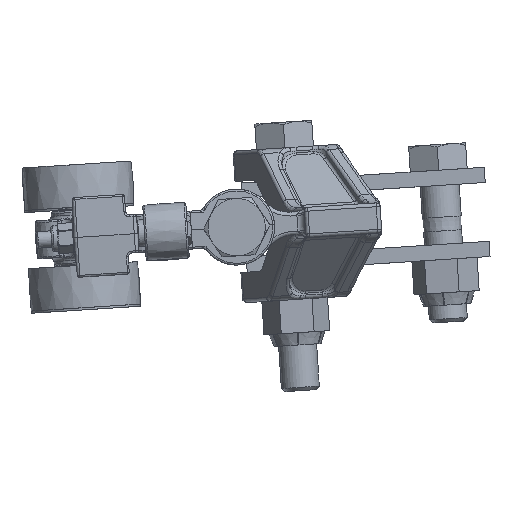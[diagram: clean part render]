
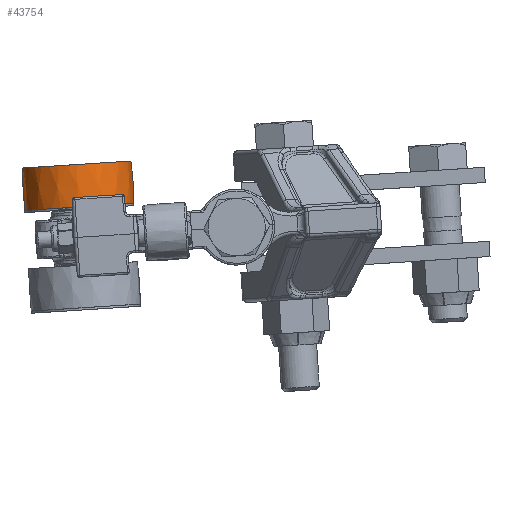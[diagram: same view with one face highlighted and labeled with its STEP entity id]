
A CAD part, left-side view. The second image highlights one B-rep face of the part: STEP entity #43754.
In plain terms, the highlighted free-form (B-spline) face has degree [2, 2] with [3, 9] control points.
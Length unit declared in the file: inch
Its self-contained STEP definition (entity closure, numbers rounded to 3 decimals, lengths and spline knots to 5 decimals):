
#43610=CARTESIAN_POINT('',(-0.698,0.89725,0.0));
#43611=VERTEX_POINT('',#43610);
#43612=CARTESIAN_POINT('',(-0.698,0.,0.0));
#43613=DIRECTION('',(1.0,0.0,0.0));
#43614=DIRECTION('',(0.0,1.0,0.0));
#43615=AXIS2_PLACEMENT_3D('',#43612,#43613,#43614);
#43616=CIRCLE('',#43615,0.89725);
#43617=EDGE_CURVE('',#43611,#43611,#43616,.T.);
#43678=CARTESIAN_POINT('',(0.,0.89725,0.0));
#43679=VERTEX_POINT('',#43678);
#43680=CARTESIAN_POINT('',(0.,0.,0.0));
#43681=DIRECTION('',(1.0,0.0,0.0));
#43682=DIRECTION('',(0.0,1.0,0.0));
#43683=AXIS2_PLACEMENT_3D('',#43680,#43681,#43682);
#43684=CIRCLE('',#43683,0.89725);
#43685=EDGE_CURVE('',#43679,#43679,#43684,.T.);
#43713=CARTESIAN_POINT('',(-0.698,0.,0.89725));
#43714=CARTESIAN_POINT('',(-0.349,0.,0.92781));
#43715=CARTESIAN_POINT('',(0.,0.,0.89725));
#43716=CARTESIAN_POINT('',(-0.698,0.89725,0.89725));
#43717=CARTESIAN_POINT('',(-0.349,0.92781,0.92781));
#43718=CARTESIAN_POINT('',(0.,0.89725,0.89725));
#43719=CARTESIAN_POINT('',(-0.698,0.89725,0.));
#43720=CARTESIAN_POINT('',(-0.349,0.92781,0.));
#43721=CARTESIAN_POINT('',(0.,0.89725,0.));
#43722=CARTESIAN_POINT('',(-0.698,0.89725,-0.89725));
#43723=CARTESIAN_POINT('',(-0.349,0.92781,-0.92781));
#43724=CARTESIAN_POINT('',(0.,0.89725,-0.89725));
#43725=CARTESIAN_POINT('',(-0.698,0.,-0.89725));
#43726=CARTESIAN_POINT('',(-0.349,0.,-0.92781));
#43727=CARTESIAN_POINT('',(0.,0.,-0.89725));
#43728=CARTESIAN_POINT('',(-0.698,-0.89725,-0.89725));
#43729=CARTESIAN_POINT('',(-0.349,-0.92781,-0.92781));
#43730=CARTESIAN_POINT('',(0.,-0.89725,-0.89725));
#43731=CARTESIAN_POINT('',(-0.698,-0.89725,0.));
#43732=CARTESIAN_POINT('',(-0.349,-0.92781,0.));
#43733=CARTESIAN_POINT('',(0.,-0.89725,0.));
#43734=CARTESIAN_POINT('',(-0.698,-0.89725,0.89725));
#43735=CARTESIAN_POINT('',(-0.349,-0.92781,0.92781));
#43736=CARTESIAN_POINT('',(0.,-0.89725,0.89725));
#43737=CARTESIAN_POINT('',(-0.698,0.,0.89725));
#43738=CARTESIAN_POINT('',(-0.349,0.,0.92781));
#43739=CARTESIAN_POINT('',(0.,0.,0.89725));
#43747=(BOUNDED_SURFACE()B_SPLINE_SURFACE(2,2,((#43713,#43716,#43719,#43722,#43725,#43728,#43731,#43734,#43737),(#43714,#43717,#43720,#43723,#43726,#43729,#43732,#43735,#43738),(#43715,#43718,#43721,#43724,#43727,#43730,#43733,#43736,#43739)),.UNSPECIFIED.,.F.,.T.,.U.)B_SPLINE_SURFACE_WITH_KNOTS((3,3),(3,2,2,2,3),(-0.08736,0.08736),(0.0,1.5708,3.14159,4.71239,6.28319),.UNSPECIFIED.)GEOMETRIC_REPRESENTATION_ITEM()RATIONAL_B_SPLINE_SURFACE(((1.0,0.707,1.0,0.707,1.0,0.707,1.0,0.707,1.0),(0.996,0.704,0.996,0.704,0.996,0.704,0.996,0.704,0.996),(1.0,0.707,1.0,0.707,1.0,0.707,1.0,0.707,1.0)))REPRESENTATION_ITEM('')SURFACE());
#43748=ORIENTED_EDGE('',*,*,#43685,.F.);
#43749=EDGE_LOOP('',(#43748));
#43750=FACE_OUTER_BOUND('',#43749,.T.);
#43751=ORIENTED_EDGE('',*,*,#43617,.T.);
#43752=EDGE_LOOP('',(#43751));
#43753=FACE_BOUND('',#43752,.T.);
#43754=ADVANCED_FACE('',(#43750,#43753),#43747,.T.);
